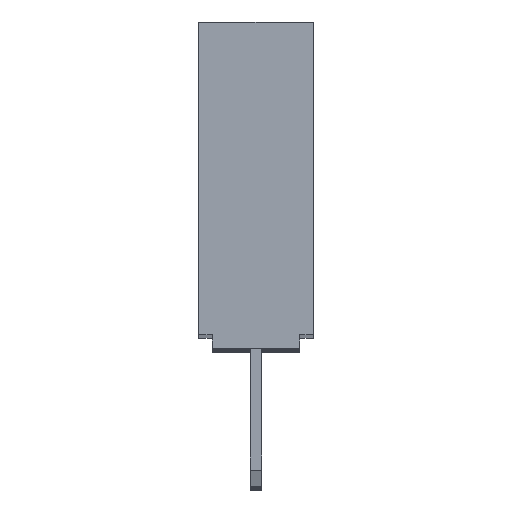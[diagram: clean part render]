
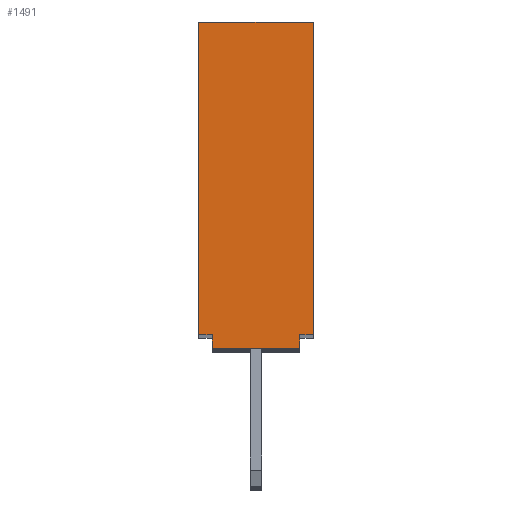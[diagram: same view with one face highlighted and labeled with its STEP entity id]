
A CAD part, top view. The second image highlights one B-rep face of the part: STEP entity #1491.
In plain terms, the highlighted face is planar.
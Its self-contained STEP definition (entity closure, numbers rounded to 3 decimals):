
#199 = VERTEX_POINT ( 'NONE', #1658 ) ;
#204 = DIRECTION ( 'NONE',  ( 0., 0., 1. ) ) ;
#585 = LINE ( 'NONE', #8399, #10670 ) ;
#629 = VECTOR ( 'NONE', #204, 1000. ) ;
#736 = CARTESIAN_POINT ( 'NONE',  ( 45.72, -6.8, -1.25 ) ) ;
#1047 = ORIENTED_EDGE ( 'NONE', *, *, #4211, .T. ) ;
#1230 = VERTEX_POINT ( 'NONE', #8880 ) ;
#1311 = EDGE_CURVE ( 'NONE', #2443, #2504, #9759, .T. ) ;
#1463 = VECTOR ( 'NONE', #5816, 1000. ) ;
#1491 = ADVANCED_FACE ( 'NONE', ( #5306 ), #3732, .T. ) ;
#1505 = CARTESIAN_POINT ( 'NONE',  ( 45.72, -7.1, 0.95 ) ) ;
#1588 = LINE ( 'NONE', #3679, #10208 ) ;
#1658 = CARTESIAN_POINT ( 'NONE',  ( 45.72, -6.8, 1.25 ) ) ;
#1733 = EDGE_CURVE ( 'NONE', #10055, #2443, #585, .T. ) ;
#1861 = VECTOR ( 'NONE', #3191, 1000. ) ;
#2163 = LINE ( 'NONE', #3154, #1861 ) ;
#2443 = VERTEX_POINT ( 'NONE', #1505 ) ;
#2504 = VERTEX_POINT ( 'NONE', #9670 ) ;
#3154 = CARTESIAN_POINT ( 'NONE',  ( 45.72, -7.1, -1.25 ) ) ;
#3191 = DIRECTION ( 'NONE',  ( 0., 1., 0. ) ) ;
#3280 = DIRECTION ( 'NONE',  ( 0., 0., -1. ) ) ;
#3506 = CARTESIAN_POINT ( 'NONE',  ( 45.72, -7.1, -1.25 ) ) ;
#3679 = CARTESIAN_POINT ( 'NONE',  ( 45.72, -6.8, -0.95 ) ) ;
#3709 = ORIENTED_EDGE ( 'NONE', *, *, #4749, .F. ) ;
#3732 = PLANE ( 'NONE',  #5880 ) ;
#3737 = EDGE_LOOP ( 'NONE', ( #7101, #6478, #6516, #3709, #1047, #5640, #6572, #10003 ) ) ;
#3907 = CARTESIAN_POINT ( 'NONE',  ( 45.72, -6.8, -0.95 ) ) ;
#4045 = DIRECTION ( 'NONE',  ( 0., 0., 1. ) ) ;
#4211 = EDGE_CURVE ( 'NONE', #10858, #6346, #2163, .T. ) ;
#4486 = DIRECTION ( 'NONE',  ( 1., 0., 0. ) ) ;
#4749 = EDGE_CURVE ( 'NONE', #10858, #6585, #7939, .T. ) ;
#4944 = DIRECTION ( 'NONE',  ( 0., -1., 0. ) ) ;
#4986 = EDGE_CURVE ( 'NONE', #10055, #199, #9796, .T. ) ;
#5015 = CARTESIAN_POINT ( 'NONE',  ( 45.72, -6.8, 0.95 ) ) ;
#5306 = FACE_OUTER_BOUND ( 'NONE', #3737, .T. ) ;
#5391 = DIRECTION ( 'NONE',  ( 0., 0., -1. ) ) ;
#5506 = EDGE_CURVE ( 'NONE', #199, #1230, #10337, .T. ) ;
#5640 = ORIENTED_EDGE ( 'NONE', *, *, #10066, .F. ) ;
#5816 = DIRECTION ( 'NONE',  ( 0., 1., 0. ) ) ;
#5880 = AXIS2_PLACEMENT_3D ( 'NONE', #3506, #4486, #5391 ) ;
#6080 = LINE ( 'NONE', #8502, #6369 ) ;
#6164 = CARTESIAN_POINT ( 'NONE',  ( 45.72, 0., -1.25 ) ) ;
#6287 = DIRECTION ( 'NONE',  ( 0., -1., 0. ) ) ;
#6346 = VERTEX_POINT ( 'NONE', #6164 ) ;
#6369 = VECTOR ( 'NONE', #3280, 1000. ) ;
#6478 = ORIENTED_EDGE ( 'NONE', *, *, #1311, .T. ) ;
#6516 = ORIENTED_EDGE ( 'NONE', *, *, #11114, .F. ) ;
#6572 = ORIENTED_EDGE ( 'NONE', *, *, #5506, .F. ) ;
#6585 = VERTEX_POINT ( 'NONE', #3907 ) ;
#7101 = ORIENTED_EDGE ( 'NONE', *, *, #1733, .T. ) ;
#7136 = CARTESIAN_POINT ( 'NONE',  ( 45.72, -6.8, 0.95 ) ) ;
#7508 = VECTOR ( 'NONE', #11072, 1000. ) ;
#7939 = LINE ( 'NONE', #9208, #8212 ) ;
#8212 = VECTOR ( 'NONE', #4045, 1000. ) ;
#8399 = CARTESIAN_POINT ( 'NONE',  ( 45.72, -6.8, 0.95 ) ) ;
#8502 = CARTESIAN_POINT ( 'NONE',  ( 45.72, 0., -1.25 ) ) ;
#8880 = CARTESIAN_POINT ( 'NONE',  ( 45.72, 0., 1.25 ) ) ;
#9208 = CARTESIAN_POINT ( 'NONE',  ( 45.72, -6.8, -1.25 ) ) ;
#9234 = CARTESIAN_POINT ( 'NONE',  ( 45.72, -7.1, 1.25 ) ) ;
#9670 = CARTESIAN_POINT ( 'NONE',  ( 45.72, -7.1, -0.95 ) ) ;
#9678 = CARTESIAN_POINT ( 'NONE',  ( 45.72, -7.1, -1.25 ) ) ;
#9759 = LINE ( 'NONE', #9678, #7508 ) ;
#9796 = LINE ( 'NONE', #7136, #629 ) ;
#10003 = ORIENTED_EDGE ( 'NONE', *, *, #4986, .F. ) ;
#10055 = VERTEX_POINT ( 'NONE', #5015 ) ;
#10066 = EDGE_CURVE ( 'NONE', #1230, #6346, #6080, .T. ) ;
#10208 = VECTOR ( 'NONE', #6287, 1000. ) ;
#10337 = LINE ( 'NONE', #9234, #1463 ) ;
#10670 = VECTOR ( 'NONE', #4944, 1000. ) ;
#10858 = VERTEX_POINT ( 'NONE', #736 ) ;
#11072 = DIRECTION ( 'NONE',  ( 0., 0., -1. ) ) ;
#11114 = EDGE_CURVE ( 'NONE', #6585, #2504, #1588, .T. ) ;
